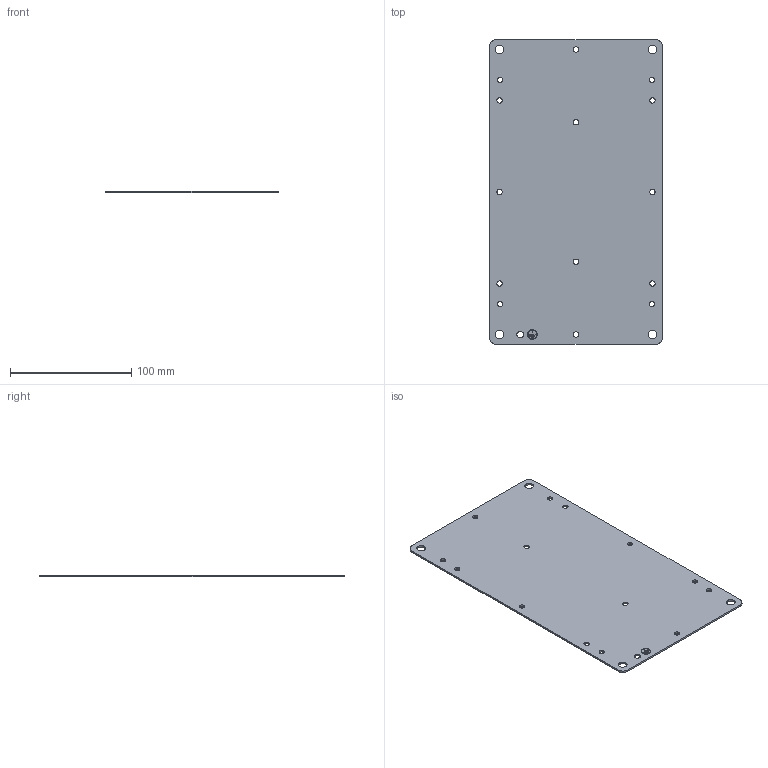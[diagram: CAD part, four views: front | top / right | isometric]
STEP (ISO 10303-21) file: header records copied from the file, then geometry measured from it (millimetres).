
FILE_DESCRIPTION(('CATIA V5 STEP Exchange','CAx-IF Rec.Pracs.--- Model Styling and Organization---1.4--- 2014-01-23'),'2;1');
FILE_NAME ('1877133-1_0_8000115913_8000115902_KTB_MOPL_3020_S2_H.stp','2023-05-04T05:51:37+00:00',('none'),('Weidmueller'),'CATIA Version 5-6 Release 2016 SP3 HF44','CATIA V5 STEP AP214','none');
FILE_SCHEMA(('AUTOMOTIVE_DESIGN { 1 0 10303 214 1 1 1 1 }'));
Length unit declared in the file: millimetre
Products named in the file (1): 79048_KTB_MOPL_306x203_H
Bounding box: 142 x 251 x 1.5 mm (x, y, z)
Volume: 52815.1 mm3; surface area: 72055.1 mm2
Topology: 1 solids, 1 shells, 73 faces, 198 edges, 132 vertices
Faces by surface type: cylinder 46, plane 27
Entity records: 2489 total; most frequent: CARTESIAN_POINT 476, ORIENTED_EDGE 396, DIRECTION 338, EDGE_CURVE 198, AXIS2_PLACEMENT_3D 160, VERTEX_POINT 132, EDGE_LOOP 116, VECTOR 106
